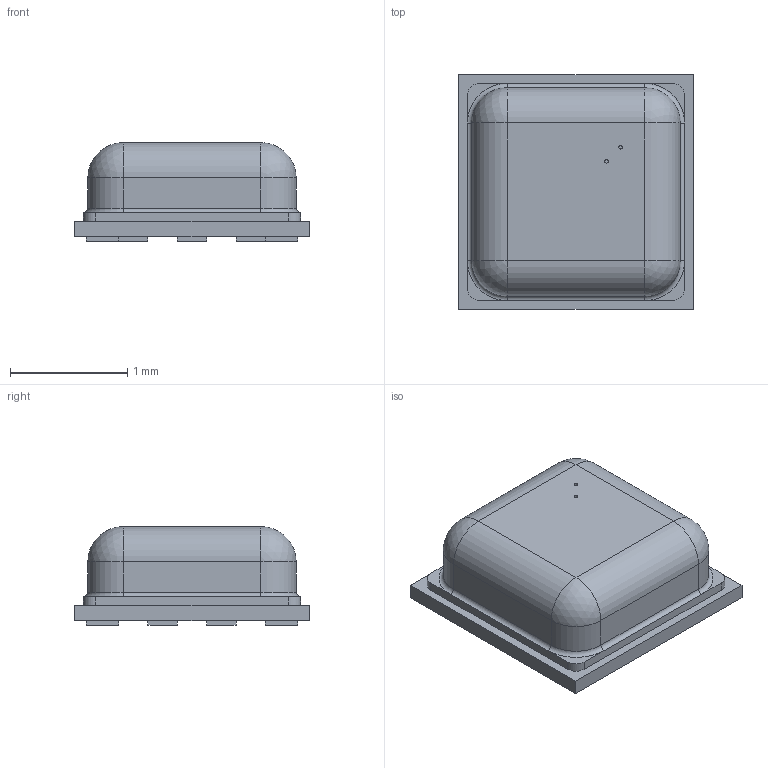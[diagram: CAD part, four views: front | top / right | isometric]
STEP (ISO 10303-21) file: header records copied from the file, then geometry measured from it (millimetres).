
FILE_DESCRIPTION(/* description */ (''),/* implementation_level */ '2;1');
FILE_NAME(/* name */ '90dfb1d1-2141-4d59-9eee-f4429ea7d5c5.stp',/* time_stamp */ '2022-08-26T04:46:52Z',/* author */ (''),/* organization */ (''),/* preprocessor_version */ 'ST-DEVELOPER v19',/* originating_system */ 'Autodesk Translation Framework v11.7.0.108',/* authorisation */ '');
FILE_SCHEMA (('AUTOMOTIVE_DESIGN { 1 0 10303 214 3 1 1 }'));
Length unit declared in the file: millimetre
Products named in the file (13): BMP581; Component1; Component2; Component3; Component4; Component5; Component6; Component7; Component8; Component9; Component10; BMP581_SHELL; Component1_1
Assembly tree (12 placements, depth 3):
  BMP581
    Component1
    Component2
    Component3
    Component4
    Component5
    Component6
    Component7
    Component8
    Component9
    Component10
    BMP581_SHELL
      Component1_1
Bounding box: 2 x 2 x 0.84 mm (x, y, z)
Volume: 2.5 mm3; surface area: 14.3 mm2
Topology: 11 solids, 11 shells, 107 faces, 218 edges, 136 vertices
Faces by surface type: plane 81, cylinder 18, sphere 4, torus 4
Full cylindrical faces by diameter (mm): 0.03 x2
Entity records: 3155 total; most frequent: DIRECTION 522, CARTESIAN_POINT 486, ORIENTED_EDGE 436, EDGE_CURVE 218, LINE 178, VECTOR 178, AXIS2_PLACEMENT_3D 172, VERTEX_POINT 136
